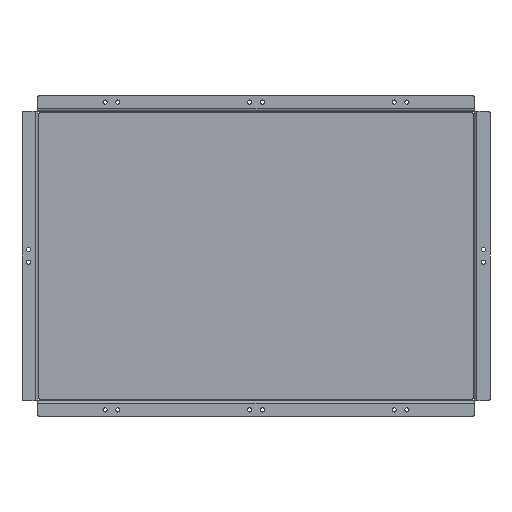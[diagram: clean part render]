
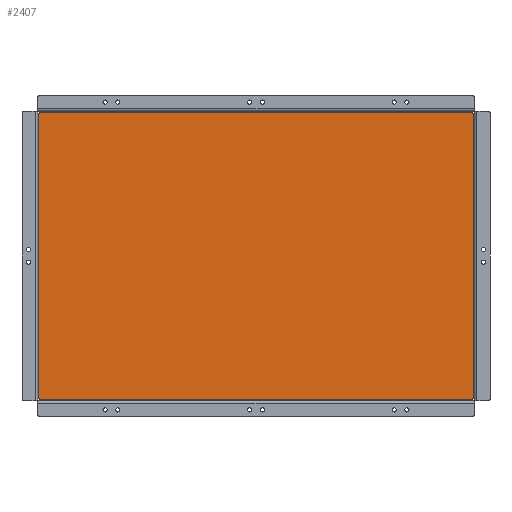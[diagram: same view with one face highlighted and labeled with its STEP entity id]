
A CAD part, front view. The second image highlights one B-rep face of the part: STEP entity #2407.
In plain terms, the highlighted planar face has unit normal (0, -1, 0).
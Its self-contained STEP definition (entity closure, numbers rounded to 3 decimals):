
#33 = VECTOR ( 'NONE', #2821, 1000. ) ;
#112 = DIRECTION ( 'NONE',  ( 1., 0., 0. ) ) ;
#191 = DIRECTION ( 'NONE',  ( 0., -1., 0. ) ) ;
#200 = VERTEX_POINT ( 'NONE', #2356 ) ;
#288 = VECTOR ( 'NONE', #2468, 1000. ) ;
#329 = ORIENTED_EDGE ( 'NONE', *, *, #3030, .T. ) ;
#455 = VERTEX_POINT ( 'NONE', #3988 ) ;
#504 = DIRECTION ( 'NONE',  ( 0., 0., 1. ) ) ;
#527 = VERTEX_POINT ( 'NONE', #1863 ) ;
#532 = DIRECTION ( 'NONE',  ( 1., 0., 0. ) ) ;
#533 = ORIENTED_EDGE ( 'NONE', *, *, #1244, .T. ) ;
#599 = VERTEX_POINT ( 'NONE', #2699 ) ;
#616 = VECTOR ( 'NONE', #1328, 1000. ) ;
#624 = CARTESIAN_POINT ( 'NONE',  ( 152.763, 101., 101.263 ) ) ;
#625 = CARTESIAN_POINT ( 'NONE',  ( -152.763, 101., 101.263 ) ) ;
#628 = CARTESIAN_POINT ( 'NONE',  ( -153.263, 101., 100.763 ) ) ;
#634 = EDGE_CURVE ( 'NONE', #1013, #2032, #812, .T. ) ;
#637 = ORIENTED_EDGE ( 'NONE', *, *, #3014, .T. ) ;
#740 = DIRECTION ( 'NONE',  ( 0., 0., -1. ) ) ;
#748 = EDGE_CURVE ( 'NONE', #455, #527, #3921, .T. ) ;
#804 = LINE ( 'NONE', #2673, #2203 ) ;
#812 = LINE ( 'NONE', #3926, #3312 ) ;
#859 = CARTESIAN_POINT ( 'NONE',  ( 0., 101., -100.763 ) ) ;
#906 = VERTEX_POINT ( 'NONE', #624 ) ;
#1013 = VERTEX_POINT ( 'NONE', #2485 ) ;
#1014 = LINE ( 'NONE', #1558, #2034 ) ;
#1022 = LINE ( 'NONE', #2574, #1573 ) ;
#1127 = EDGE_CURVE ( 'NONE', #2582, #1013, #3166, .T. ) ;
#1134 = EDGE_LOOP ( 'NONE', ( #2093, #1888, #2429, #329, #1626, #637, #2788, #2531, #1736, #533, #3080, #2339 ) ) ;
#1244 = EDGE_CURVE ( 'NONE', #2398, #2582, #1889, .T. ) ;
#1328 = DIRECTION ( 'NONE',  ( 0., 0., -1. ) ) ;
#1423 = EDGE_CURVE ( 'NONE', #527, #200, #2415, .T. ) ;
#1545 = VECTOR ( 'NONE', #1910, 1000. ) ;
#1558 = CARTESIAN_POINT ( 'NONE',  ( 152.763, 101., 101.263 ) ) ;
#1573 = VECTOR ( 'NONE', #2595, 1000. ) ;
#1626 = ORIENTED_EDGE ( 'NONE', *, *, #2626, .T. ) ;
#1665 = VERTEX_POINT ( 'NONE', #2042 ) ;
#1676 = EDGE_CURVE ( 'NONE', #1665, #599, #804, .T. ) ;
#1707 = FACE_OUTER_BOUND ( 'NONE', #1134, .T. ) ;
#1736 = ORIENTED_EDGE ( 'NONE', *, *, #2529, .T. ) ;
#1795 = DIRECTION ( 'NONE',  ( 0., 0., -1. ) ) ;
#1863 = CARTESIAN_POINT ( 'NONE',  ( -153.263, 101., 100.763 ) ) ;
#1876 = CARTESIAN_POINT ( 'NONE',  ( 153.263, 101., -100.763 ) ) ;
#1888 = ORIENTED_EDGE ( 'NONE', *, *, #3318, .T. ) ;
#1889 = LINE ( 'NONE', #3142, #1545 ) ;
#1910 = DIRECTION ( 'NONE',  ( 0., 0., -1. ) ) ;
#1936 = VECTOR ( 'NONE', #112, 1000. ) ;
#2000 = CARTESIAN_POINT ( 'NONE',  ( 0., 101., 100.763 ) ) ;
#2032 = VERTEX_POINT ( 'NONE', #3885 ) ;
#2034 = VECTOR ( 'NONE', #3813, 1000. ) ;
#2042 = CARTESIAN_POINT ( 'NONE',  ( 153.263, 101., 100.763 ) ) ;
#2093 = ORIENTED_EDGE ( 'NONE', *, *, #3476, .T. ) ;
#2203 = VECTOR ( 'NONE', #2288, 1000. ) ;
#2263 = CARTESIAN_POINT ( 'NONE',  ( 0., 101., -100.763 ) ) ;
#2288 = DIRECTION ( 'NONE',  ( -1., 0., 0. ) ) ;
#2339 = ORIENTED_EDGE ( 'NONE', *, *, #634, .T. ) ;
#2356 = CARTESIAN_POINT ( 'NONE',  ( -153.263, 101., -100.763 ) ) ;
#2398 = VERTEX_POINT ( 'NONE', #2980 ) ;
#2407 = ADVANCED_FACE ( 'NONE', ( #1707 ), #3897, .T. ) ;
#2415 = LINE ( 'NONE', #628, #3767 ) ;
#2429 = ORIENTED_EDGE ( 'NONE', *, *, #1676, .T. ) ;
#2468 = DIRECTION ( 'NONE',  ( 0., 0., 1. ) ) ;
#2485 = CARTESIAN_POINT ( 'NONE',  ( 152.763, 101., -101.263 ) ) ;
#2492 = CARTESIAN_POINT ( 'NONE',  ( 153.263, 101., -100.763 ) ) ;
#2529 = EDGE_CURVE ( 'NONE', #200, #2398, #3328, .T. ) ;
#2531 = ORIENTED_EDGE ( 'NONE', *, *, #1423, .T. ) ;
#2574 = CARTESIAN_POINT ( 'NONE',  ( 152.763, 101., 0. ) ) ;
#2582 = VERTEX_POINT ( 'NONE', #4012 ) ;
#2595 = DIRECTION ( 'NONE',  ( 0., 0., 1. ) ) ;
#2618 = VECTOR ( 'NONE', #532, 1000. ) ;
#2626 = EDGE_CURVE ( 'NONE', #906, #3238, #1014, .T. ) ;
#2673 = CARTESIAN_POINT ( 'NONE',  ( 0., 101., 100.763 ) ) ;
#2699 = CARTESIAN_POINT ( 'NONE',  ( 152.763, 101., 100.763 ) ) ;
#2788 = ORIENTED_EDGE ( 'NONE', *, *, #748, .T. ) ;
#2821 = DIRECTION ( 'NONE',  ( 1., 0., 0. ) ) ;
#2889 = VERTEX_POINT ( 'NONE', #2492 ) ;
#2921 = CARTESIAN_POINT ( 'NONE',  ( 0., 101., 0. ) ) ;
#2980 = CARTESIAN_POINT ( 'NONE',  ( -152.763, 101., -100.763 ) ) ;
#2993 = VECTOR ( 'NONE', #3255, 1000. ) ;
#3014 = EDGE_CURVE ( 'NONE', #3238, #455, #3846, .T. ) ;
#3030 = EDGE_CURVE ( 'NONE', #599, #906, #1022, .T. ) ;
#3080 = ORIENTED_EDGE ( 'NONE', *, *, #1127, .T. ) ;
#3142 = CARTESIAN_POINT ( 'NONE',  ( -152.763, 101., 0. ) ) ;
#3166 = LINE ( 'NONE', #3774, #1936 ) ;
#3238 = VERTEX_POINT ( 'NONE', #625 ) ;
#3255 = DIRECTION ( 'NONE',  ( -1., 0., 0. ) ) ;
#3312 = VECTOR ( 'NONE', #504, 1000. ) ;
#3318 = EDGE_CURVE ( 'NONE', #2889, #1665, #3961, .T. ) ;
#3328 = LINE ( 'NONE', #859, #2618 ) ;
#3476 = EDGE_CURVE ( 'NONE', #2032, #2889, #3840, .T. ) ;
#3767 = VECTOR ( 'NONE', #1795, 1000. ) ;
#3774 = CARTESIAN_POINT ( 'NONE',  ( -152.763, 101., -101.263 ) ) ;
#3805 = CARTESIAN_POINT ( 'NONE',  ( -152.763, 101., 0. ) ) ;
#3813 = DIRECTION ( 'NONE',  ( -1., 0., 0. ) ) ;
#3840 = LINE ( 'NONE', #2263, #33 ) ;
#3846 = LINE ( 'NONE', #3805, #616 ) ;
#3885 = CARTESIAN_POINT ( 'NONE',  ( 152.763, 101., -100.763 ) ) ;
#3897 = PLANE ( 'NONE',  #3986 ) ;
#3921 = LINE ( 'NONE', #2000, #2993 ) ;
#3926 = CARTESIAN_POINT ( 'NONE',  ( 152.763, 101., 0. ) ) ;
#3961 = LINE ( 'NONE', #1876, #288 ) ;
#3986 = AXIS2_PLACEMENT_3D ( 'NONE', #2921, #191, #740 ) ;
#3988 = CARTESIAN_POINT ( 'NONE',  ( -152.763, 101., 100.763 ) ) ;
#4012 = CARTESIAN_POINT ( 'NONE',  ( -152.763, 101., -101.263 ) ) ;
